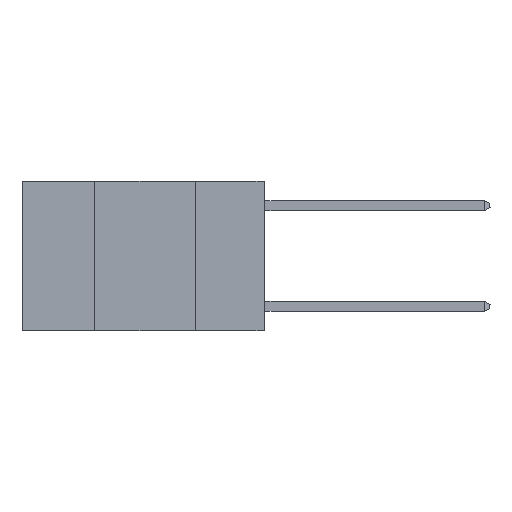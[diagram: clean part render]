
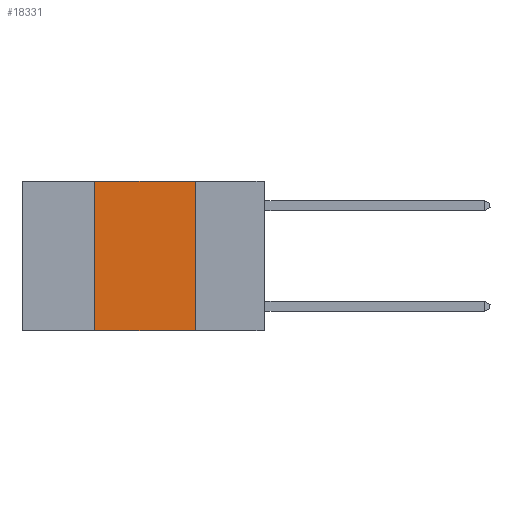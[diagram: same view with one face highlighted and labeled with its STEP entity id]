
A CAD part, left-side view. The second image highlights one B-rep face of the part: STEP entity #18331.
In plain terms, the highlighted planar face has unit normal (-1, 0, 0).
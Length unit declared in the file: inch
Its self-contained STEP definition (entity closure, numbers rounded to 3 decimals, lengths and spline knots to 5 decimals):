
#176 = EDGE_CURVE ( 'NONE', #13584, #19424, #8752, .T. ) ;
#225 = DIRECTION ( 'NONE',  ( 0., 0., 1. ) ) ;
#606 = ORIENTED_EDGE ( 'NONE', *, *, #17917, .F. ) ;
#780 = CARTESIAN_POINT ( 'NONE',  ( 0., 0.17, -0.37 ) ) ;
#1847 = LINE ( 'NONE', #16086, #2364 ) ;
#1907 = VECTOR ( 'NONE', #10665, 39.37008 ) ;
#2364 = VECTOR ( 'NONE', #17657, 39.37008 ) ;
#2444 = CARTESIAN_POINT ( 'NONE',  ( 0., 0.6, 0. ) ) ;
#2943 = VECTOR ( 'NONE', #18888, 39.37008 ) ;
#3191 = EDGE_CURVE ( 'NONE', #19424, #9858, #11158, .T. ) ;
#5309 = PLANE ( 'NONE',  #7201 ) ;
#5876 = VERTEX_POINT ( 'NONE', #780 ) ;
#6669 = CARTESIAN_POINT ( 'NONE',  ( 0., 0.17, 0. ) ) ;
#7018 = DIRECTION ( 'NONE',  ( 1., 0., 0. ) ) ;
#7201 = AXIS2_PLACEMENT_3D ( 'NONE', #16628, #7018, #18181 ) ;
#7894 = ORIENTED_EDGE ( 'NONE', *, *, #20024, .T. ) ;
#8752 = LINE ( 'NONE', #19301, #20843 ) ;
#9413 = FACE_OUTER_BOUND ( 'NONE', #12604, .T. ) ;
#9858 = VERTEX_POINT ( 'NONE', #6669 ) ;
#10665 = DIRECTION ( 'NONE',  ( 0., -1., 0. ) ) ;
#11158 = LINE ( 'NONE', #2444, #1907 ) ;
#12604 = EDGE_LOOP ( 'NONE', ( #606, #17267, #18279, #7894 ) ) ;
#13584 = VERTEX_POINT ( 'NONE', #14474 ) ;
#14474 = CARTESIAN_POINT ( 'NONE',  ( 0., 0.42, -0.37 ) ) ;
#15870 = LINE ( 'NONE', #17318, #2943 ) ;
#16086 = CARTESIAN_POINT ( 'NONE',  ( 0., 0.6, -0.37 ) ) ;
#16628 = CARTESIAN_POINT ( 'NONE',  ( 0., 0.6, 0. ) ) ;
#17267 = ORIENTED_EDGE ( 'NONE', *, *, #3191, .F. ) ;
#17318 = CARTESIAN_POINT ( 'NONE',  ( 0., 0.17, 0. ) ) ;
#17657 = DIRECTION ( 'NONE',  ( 0., -1., 0. ) ) ;
#17917 = EDGE_CURVE ( 'NONE', #9858, #5876, #15870, .T. ) ;
#18181 = DIRECTION ( 'NONE',  ( 0., 0., -1. ) ) ;
#18279 = ORIENTED_EDGE ( 'NONE', *, *, #176, .F. ) ;
#18331 = ADVANCED_FACE ( 'NONE', ( #9413 ), #5309, .F. ) ;
#18888 = DIRECTION ( 'NONE',  ( 0., 0., -1. ) ) ;
#19301 = CARTESIAN_POINT ( 'NONE',  ( 0., 0.42, 0. ) ) ;
#19424 = VERTEX_POINT ( 'NONE', #20830 ) ;
#20024 = EDGE_CURVE ( 'NONE', #13584, #5876, #1847, .T. ) ;
#20830 = CARTESIAN_POINT ( 'NONE',  ( 0., 0.42, 0. ) ) ;
#20843 = VECTOR ( 'NONE', #225, 39.37008 ) ;
